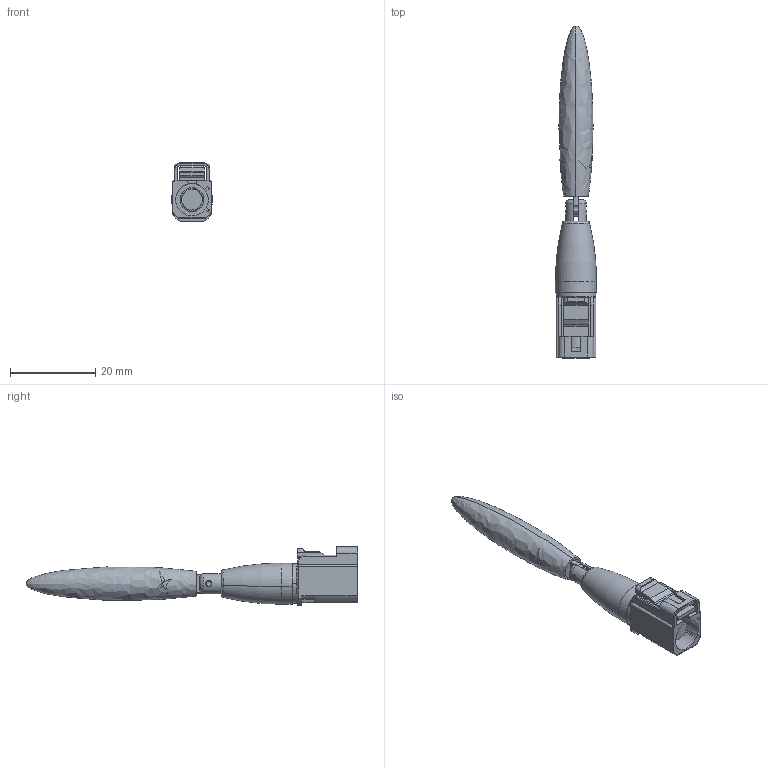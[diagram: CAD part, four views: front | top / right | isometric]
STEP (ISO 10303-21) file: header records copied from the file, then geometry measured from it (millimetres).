
FILE_DESCRIPTION (( 'STEP AP214' ), '1' );
FILE_NAME ('TG.66.0723.STEP', '2024-03-11T01:10:55', ( '' ), ( '' ), 'SwSTEP 2.0', 'SolidWorks 2022', '' );
FILE_SCHEMA (( 'AUTOMOTIVE_DESIGN' ));
Length unit declared in the file: millimetre
Products named in the file (1): TG.66.0723
Bounding box: 9.69 x 78.05 x 13.8 mm (x, y, z)
Surface area: 2993.6 mm2 (no closed solid volume)
Topology: 0 solids, 9 shells, 344 faces, 1238 edges, 880 vertices
Faces by surface type: plane 206, cylinder 69, bspline 48, torus 19, cone 2
Entity records: 22898 total; most frequent: CARTESIAN_POINT 9170, ORIENTED_EDGE 2024, DIRECTION 1771, EDGE_CURVE 1236, VERTEX_POINT 880, LINE 819, VECTOR 819, AXIS2_PLACEMENT_3D 476
